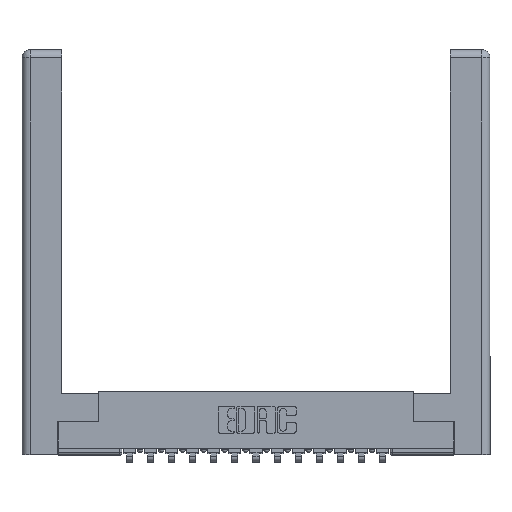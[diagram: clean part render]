
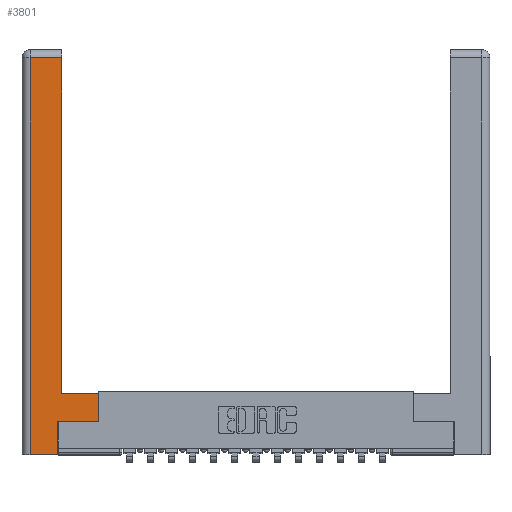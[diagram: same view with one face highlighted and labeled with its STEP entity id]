
A CAD part, top view. The second image highlights one B-rep face of the part: STEP entity #3801.
In plain terms, the highlighted planar face has unit normal (0, 0, 1).
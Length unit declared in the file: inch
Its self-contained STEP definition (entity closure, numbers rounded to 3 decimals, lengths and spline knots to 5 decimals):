
#1101 = ORIENTED_EDGE ( 'NONE', *, *, #15509, .T. ) ;
#2061 = EDGE_CURVE ( 'NONE', #2152, #16780, #5562, .T. ) ;
#2152 = VERTEX_POINT ( 'NONE', #15877 ) ;
#3007 = VERTEX_POINT ( 'NONE', #6880 ) ;
#3285 = VECTOR ( 'NONE', #11958, 39.37008 ) ;
#3350 = LINE ( 'NONE', #5197, #15803 ) ;
#3801 = ADVANCED_FACE ( 'NONE', ( #11852 ), #9009, .F. ) ;
#3802 = VERTEX_POINT ( 'NONE', #5379 ) ;
#3806 = DIRECTION ( 'NONE',  ( -1., 0., 0. ) ) ;
#3850 = DIRECTION ( 'NONE',  ( 0., 1., 0. ) ) ;
#4104 = CARTESIAN_POINT ( 'NONE',  ( 0.265, 0., 0. ) ) ;
#4187 = CARTESIAN_POINT ( 'NONE',  ( 0.565, 0.245, 0. ) ) ;
#4845 = ORIENTED_EDGE ( 'NONE', *, *, #2061, .T. ) ;
#4949 = DIRECTION ( 'NONE',  ( 0., 0., -1. ) ) ;
#5144 = CARTESIAN_POINT ( 'NONE',  ( 0.265, 0.245, 0. ) ) ;
#5197 = CARTESIAN_POINT ( 'NONE',  ( 0.565, 0.45, 0. ) ) ;
#5257 = VERTEX_POINT ( 'NONE', #16553 ) ;
#5285 = LINE ( 'NONE', #11076, #16341 ) ;
#5346 = ORIENTED_EDGE ( 'NONE', *, *, #8385, .T. ) ;
#5379 = CARTESIAN_POINT ( 'NONE',  ( 0.295, 2.94, 0. ) ) ;
#5562 = LINE ( 'NONE', #15344, #11929 ) ;
#5753 = LINE ( 'NONE', #4104, #11931 ) ;
#6880 = CARTESIAN_POINT ( 'NONE',  ( 0.265, 0.245, 0. ) ) ;
#7053 = DIRECTION ( 'NONE',  ( 1., 0., 0. ) ) ;
#7187 = DIRECTION ( 'NONE',  ( 0., 1., 0. ) ) ;
#7370 = CARTESIAN_POINT ( 'NONE',  ( 0.265, 0., 0. ) ) ;
#7662 = VERTEX_POINT ( 'NONE', #8350 ) ;
#7706 = ORIENTED_EDGE ( 'NONE', *, *, #13644, .T. ) ;
#8350 = CARTESIAN_POINT ( 'NONE',  ( 0.0615, 2.94, 0. ) ) ;
#8385 = EDGE_CURVE ( 'NONE', #7662, #12215, #13629, .T. ) ;
#8436 = DIRECTION ( 'NONE',  ( 1., 0., 0. ) ) ;
#9009 = PLANE ( 'NONE',  #17341 ) ;
#9189 = CARTESIAN_POINT ( 'NONE',  ( 0., 0., 0. ) ) ;
#9385 = LINE ( 'NONE', #5144, #14094 ) ;
#9960 = LINE ( 'NONE', #15579, #17785 ) ;
#9961 = EDGE_LOOP ( 'NONE', ( #15658, #1101, #5346, #12124, #18030, #15214, #7706, #4845 ) ) ;
#11076 = CARTESIAN_POINT ( 'NONE',  ( 0.0615, 2.94, 0. ) ) ;
#11695 = EDGE_CURVE ( 'NONE', #17278, #3007, #9385, .T. ) ;
#11852 = FACE_OUTER_BOUND ( 'NONE', #9961, .T. ) ;
#11929 = VECTOR ( 'NONE', #16713, 39.37008 ) ;
#11931 = VECTOR ( 'NONE', #7053, 39.37008 ) ;
#11958 = DIRECTION ( 'NONE',  ( 0., -1., 0. ) ) ;
#12105 = DIRECTION ( 'NONE',  ( 0., 1., 0. ) ) ;
#12124 = ORIENTED_EDGE ( 'NONE', *, *, #16255, .T. ) ;
#12215 = VERTEX_POINT ( 'NONE', #14057 ) ;
#13629 = LINE ( 'NONE', #16108, #3285 ) ;
#13644 = EDGE_CURVE ( 'NONE', #5257, #2152, #3350, .T. ) ;
#13968 = VECTOR ( 'NONE', #8436, 39.37008 ) ;
#14057 = CARTESIAN_POINT ( 'NONE',  ( 0.0615, 0., 0. ) ) ;
#14059 = LINE ( 'NONE', #4187, #13968 ) ;
#14094 = VECTOR ( 'NONE', #3850, 39.37008 ) ;
#14359 = EDGE_CURVE ( 'NONE', #16780, #3802, #9960, .T. ) ;
#14628 = DIRECTION ( 'NONE',  ( -1., 0., 0. ) ) ;
#15214 = ORIENTED_EDGE ( 'NONE', *, *, #16318, .T. ) ;
#15344 = CARTESIAN_POINT ( 'NONE',  ( 0.295, 0.45, 0. ) ) ;
#15509 = EDGE_CURVE ( 'NONE', #3802, #7662, #5285, .T. ) ;
#15579 = CARTESIAN_POINT ( 'NONE',  ( 0.295, 3., 0. ) ) ;
#15658 = ORIENTED_EDGE ( 'NONE', *, *, #14359, .T. ) ;
#15803 = VECTOR ( 'NONE', #12105, 39.37008 ) ;
#15877 = CARTESIAN_POINT ( 'NONE',  ( 0.565, 0.45, 0. ) ) ;
#16108 = CARTESIAN_POINT ( 'NONE',  ( 0.0615, 0., 0. ) ) ;
#16255 = EDGE_CURVE ( 'NONE', #12215, #17278, #5753, .T. ) ;
#16318 = EDGE_CURVE ( 'NONE', #3007, #5257, #14059, .T. ) ;
#16341 = VECTOR ( 'NONE', #3806, 39.37008 ) ;
#16553 = CARTESIAN_POINT ( 'NONE',  ( 0.565, 0.245, 0. ) ) ;
#16713 = DIRECTION ( 'NONE',  ( -1., 0., 0. ) ) ;
#16780 = VERTEX_POINT ( 'NONE', #18185 ) ;
#17278 = VERTEX_POINT ( 'NONE', #7370 ) ;
#17341 = AXIS2_PLACEMENT_3D ( 'NONE', #9189, #4949, #14628 ) ;
#17785 = VECTOR ( 'NONE', #7187, 39.37008 ) ;
#18030 = ORIENTED_EDGE ( 'NONE', *, *, #11695, .T. ) ;
#18185 = CARTESIAN_POINT ( 'NONE',  ( 0.295, 0.45, 0. ) ) ;
